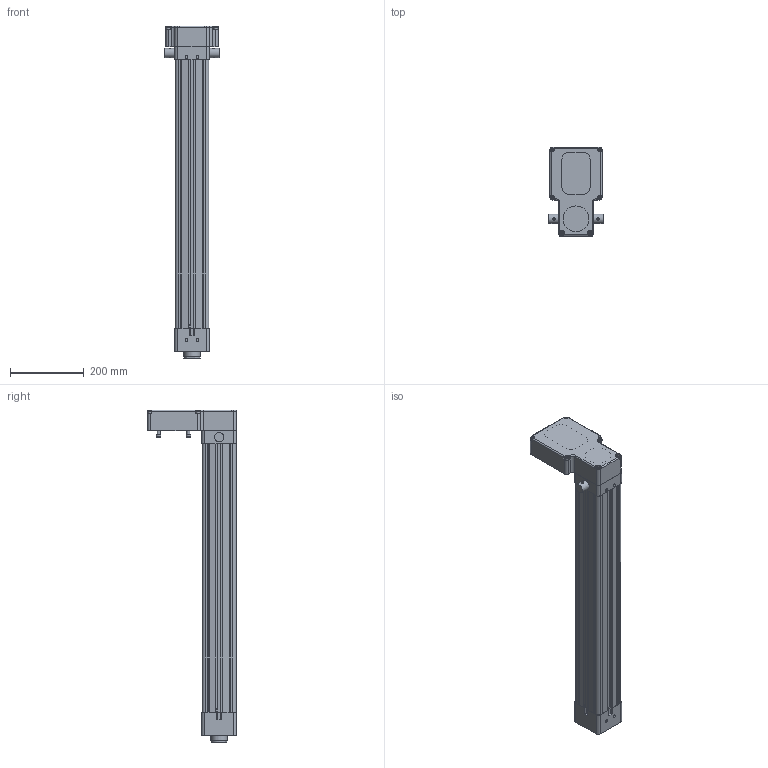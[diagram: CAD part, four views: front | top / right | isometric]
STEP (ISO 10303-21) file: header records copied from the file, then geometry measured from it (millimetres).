
FILE_DESCRIPTION (( 'STEP AP203' ), '1' );
FILE_NAME ('RS-492661-1.step', '2025-07-11T20:17:00', ( '' ), ( '' ), 'SwSTEP 2.0', 'SolidWorks 2024', '' );
FILE_SCHEMA (( 'CONFIG_CONTROL_DESIGN' ));
Length unit declared in the file: inch
Products named in the file (4): RS-492661-1; temp0_05151080_RS-492661-1_YMH-RP; tempJoin0_11509083_RS-492661-1; Base_RS-492661-1
Assembly tree (3 placements, depth 2):
  RS-492661-1
    temp0_05151080_RS-492661-1_YMH-RP
    tempJoin0_11509083_RS-492661-1
    Base_RS-492661-1
Bounding box: 148.08 x 241.55 x 902.6 mm (x, y, z)
Volume: 5666404.1 mm3; surface area: 884138.1 mm2
Topology: 10 solids, 18 shells, 733 faces, 1776 edges, 1141 vertices
Faces by surface type: plane 482, cylinder 180, cone 59, torus 6, bspline 6
Full cylindrical faces by diameter (mm): 5 x4, 5.41 x1, 6.35 x3, 6.528 x4, 6.756 x1, 7.937 x2, 7.938 x2, 8 x10, 8.636 x4, 9.525 x1, 10 x4, 13 x10, 13.462 x4, 14.288 x2, 17.462 x1, 17.463 x1, 18.999 x1, 23.673 x3, 23.774 x2, 25.39 x2, 30.683 x1, 33.02 x2, 34.925 x2, 44.196 x1, 44.45 x2, 50.673 x1, 62 x1, 62.065 x1, 62.509 x1, 69.85 x1
Entity records: 21344 total; most frequent: CARTESIAN_POINT 4304, DIRECTION 3520, ORIENTED_EDGE 3192, EDGE_CURVE 1596, AXIS2_PLACEMENT_3D 1249, VERTEX_POINT 1081, LINE 1022, VECTOR 1022
